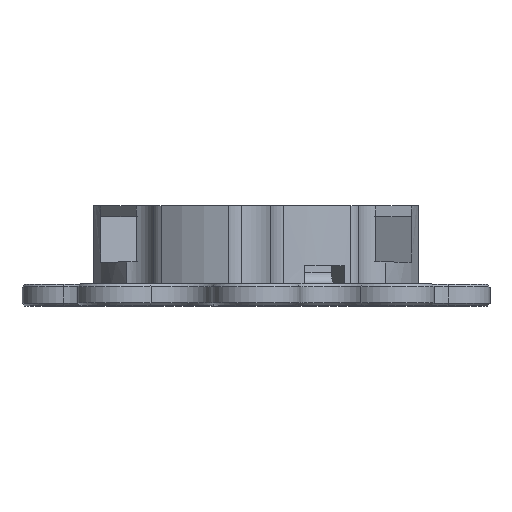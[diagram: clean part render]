
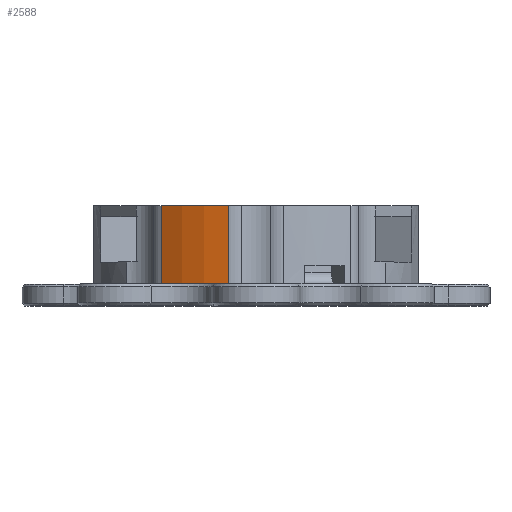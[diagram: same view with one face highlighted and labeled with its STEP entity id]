
A CAD part, top view. The second image highlights one B-rep face of the part: STEP entity #2588.
In plain terms, the highlighted cylindrical face has radius 22.5 mm (diameter 45 mm), a partial arc.
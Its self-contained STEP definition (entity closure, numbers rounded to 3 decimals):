
#42=CYLINDRICAL_SURFACE('',#2902,22.5);
#174=FACE_OUTER_BOUND('',#342,.T.);
#342=EDGE_LOOP('',(#2000,#2001,#2002,#2003));
#525=LINE('',#4436,#716);
#526=LINE('',#4438,#717);
#716=VECTOR('',#3531,10.);
#717=VECTOR('',#3534,10.);
#879=CIRCLE('',#2766,22.5);
#946=CIRCLE('',#2852,22.5);
#1094=VERTEX_POINT('',#4107);
#1095=VERTEX_POINT('',#4109);
#1186=VERTEX_POINT('',#4330);
#1187=VERTEX_POINT('',#4332);
#1341=EDGE_CURVE('',#1094,#1095,#879,.T.);
#1453=EDGE_CURVE('',#1187,#1186,#946,.T.);
#1508=EDGE_CURVE('',#1187,#1094,#525,.T.);
#1509=EDGE_CURVE('',#1095,#1186,#526,.T.);
#2000=ORIENTED_EDGE('',*,*,#1508,.F.);
#2001=ORIENTED_EDGE('',*,*,#1453,.T.);
#2002=ORIENTED_EDGE('',*,*,#1509,.F.);
#2003=ORIENTED_EDGE('',*,*,#1341,.F.);
#2588=ADVANCED_FACE('',(#174),#42,.T.);
#2766=AXIS2_PLACEMENT_3D('',#4110,#3196,#3197);
#2852=AXIS2_PLACEMENT_3D('',#4333,#3413,#3414);
#2902=AXIS2_PLACEMENT_3D('',#4437,#3532,#3533);
#3196=DIRECTION('center_axis',(0.,1.,0.));
#3197=DIRECTION('ref_axis',(-1.,0.,0.));
#3413=DIRECTION('center_axis',(0.,1.,0.));
#3414=DIRECTION('ref_axis',(-1.,0.,0.));
#3531=DIRECTION('',(0.,1.,0.));
#3532=DIRECTION('center_axis',(0.,-1.,0.));
#3533=DIRECTION('ref_axis',(-1.,0.,0.));
#3534=DIRECTION('',(0.,-1.,0.));
#4107=CARTESIAN_POINT('',(-31.214,129.415,1.513));
#4109=CARTESIAN_POINT('',(-22.064,129.415,5.304));
#4110=CARTESIAN_POINT('Origin',(-18.24,129.415,-16.869));
#4330=CARTESIAN_POINT('',(-22.064,118.715,5.304));
#4332=CARTESIAN_POINT('',(-31.214,118.715,1.513));
#4333=CARTESIAN_POINT('Origin',(-18.24,118.715,-16.869));
#4436=CARTESIAN_POINT('',(-31.214,118.715,1.513));
#4437=CARTESIAN_POINT('Origin',(-18.24,118.715,-16.869));
#4438=CARTESIAN_POINT('',(-22.064,118.715,5.304));
